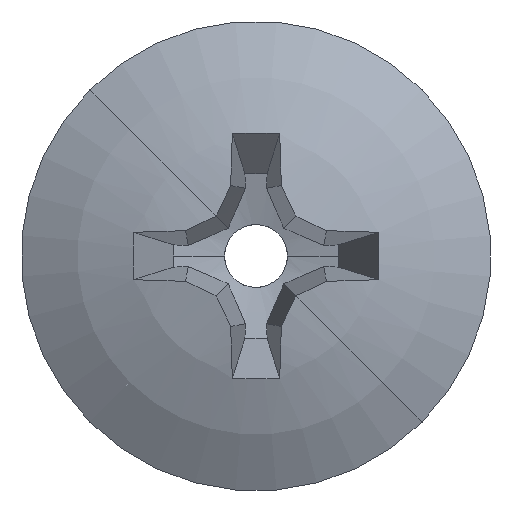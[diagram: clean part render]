
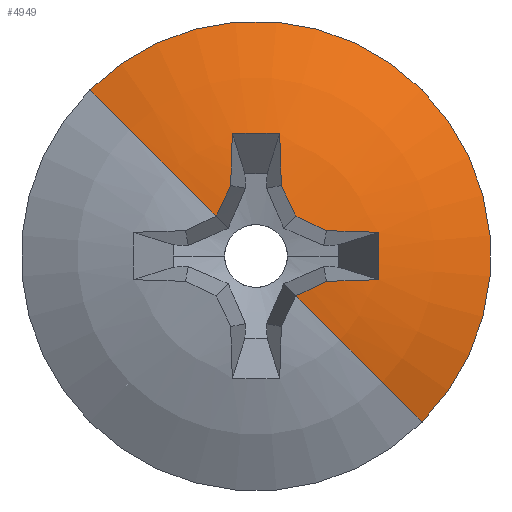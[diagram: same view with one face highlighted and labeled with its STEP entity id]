
A CAD part, left-side view. The second image highlights one B-rep face of the part: STEP entity #4949.
In plain terms, the highlighted spherical face has radius 7.673 mm.
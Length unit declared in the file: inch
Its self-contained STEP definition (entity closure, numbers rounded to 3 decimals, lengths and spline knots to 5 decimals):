
#1903=CARTESIAN_POINT('',(0.1921,0.,0.));
#1904=DIRECTION('',(0.,0.,-1.));
#1905=DIRECTION('',(-0.854,-0.52,0.));
#1906=AXIS2_PLACEMENT_3D('',#1903,#1904,#1905);
#1913=CARTESIAN_POINT('',(0.1921,0.,0.));
#1914=DIRECTION('',(0.,0.,1.));
#1915=DIRECTION('',(-0.854,0.52,0.));
#1916=AXIS2_PLACEMENT_3D('',#1913,#1914,#1915);
#2045=CARTESIAN_POINT('',(-0.10583,-0.04524,
0.02135));
#2046=CARTESIAN_POINT('',(-0.10594,-0.04492,
0.02043));
#2047=CARTESIAN_POINT('',(-0.10616,-0.04429,
0.0186));
#2048=CARTESIAN_POINT('',(-0.10646,-0.04335,
0.01589));
#2049=CARTESIAN_POINT('',(-0.10672,-0.04241,
0.0132));
#2050=CARTESIAN_POINT('',(-0.10696,-0.04148,
0.01054));
#2051=CARTESIAN_POINT('',(-0.10717,-0.04055,
0.0079));
#2052=CARTESIAN_POINT('',(-0.10735,-0.03962,
0.00527));
#2053=CARTESIAN_POINT('',(-0.10751,-0.03869,
0.00264));
#2054=CARTESIAN_POINT('',(-0.10759,-0.03806,
0.00088));
#2055=CARTESIAN_POINT('',(-0.10763,-0.03774,0.));
#2057=CARTESIAN_POINT('',(0.18835,0.01828,
0.01828));
#2058=DIRECTION('',(-0.144,0.7,0.7));
#2059=DIRECTION('',(-0.977,-0.211,0.01));
#2060=AXIS2_PLACEMENT_3D('',#2057,#2058,#2059);
#2062=CARTESIAN_POINT('',(0.17131,0.03137,
-0.03137));
#2063=DIRECTION('',(-0.424,0.64,-0.64));
#2064=DIRECTION('',(-0.904,-0.337,0.262));
#2065=AXIS2_PLACEMENT_3D('',#2062,#2063,#2064);
#2067=CARTESIAN_POINT('',(0.18835,-0.01828,
-0.01828));
#2068=DIRECTION('',(0.144,0.7,0.7));
#2069=DIRECTION('',(-0.977,-0.01,0.211));
#2070=AXIS2_PLACEMENT_3D('',#2067,#2068,#2069);
#2072=CARTESIAN_POINT('',(-0.10763,0.,0.03774));
#2073=CARTESIAN_POINT('',(-0.10753,-0.00232,
0.03857));
#2074=CARTESIAN_POINT('',(-0.10726,-0.00693,
0.04021));
#2075=CARTESIAN_POINT('',(-0.1067,-0.01368,
0.04258));
#2076=CARTESIAN_POINT('',(-0.10616,-0.01872,
0.04433));
#2077=CARTESIAN_POINT('',(-0.10583,-0.02135,
0.04524));
#2079=CARTESIAN_POINT('',(-0.10583,0.02135,
0.04524));
#2080=CARTESIAN_POINT('',(-0.10616,0.0187,
0.04433));
#2081=CARTESIAN_POINT('',(-0.10671,0.01364,
0.04257));
#2082=CARTESIAN_POINT('',(-0.10726,0.00687,
0.04019));
#2083=CARTESIAN_POINT('',(-0.10753,0.00229,
0.03856));
#2084=CARTESIAN_POINT('',(-0.10763,0.,0.03774));
#2086=CARTESIAN_POINT('',(0.18835,0.01828,
-0.01828));
#2087=DIRECTION('',(0.144,-0.7,0.7));
#2088=DIRECTION('',(-0.952,0.095,0.29));
#2089=AXIS2_PLACEMENT_3D('',#2086,#2087,#2088);
#2091=CARTESIAN_POINT('',(0.17131,-0.03137,
-0.03137));
#2092=DIRECTION('',(0.424,0.64,0.64));
#2093=DIRECTION('',(-0.904,0.337,0.262));
#2094=AXIS2_PLACEMENT_3D('',#2091,#2092,#2093);
#2096=CARTESIAN_POINT('',(0.18835,-0.01828,
0.01828));
#2097=DIRECTION('',(0.144,0.7,-0.7));
#2098=DIRECTION('',(-0.977,0.211,0.01));
#2099=AXIS2_PLACEMENT_3D('',#2096,#2097,#2098);
#2101=CARTESIAN_POINT('',(-0.10763,0.03774,0.));
#2102=CARTESIAN_POINT('',(-0.10758,0.03814,
0.00111));
#2103=CARTESIAN_POINT('',(-0.10747,0.03892,
0.00329));
#2104=CARTESIAN_POINT('',(-0.10727,0.04003,
0.00644));
#2105=CARTESIAN_POINT('',(-0.10704,0.04111,
0.0095));
#2106=CARTESIAN_POINT('',(-0.10679,0.04216,
0.01249));
#2107=CARTESIAN_POINT('',(-0.1065,0.04319,
0.01544));
#2108=CARTESIAN_POINT('',(-0.10619,0.04421,
0.01838));
#2109=CARTESIAN_POINT('',(-0.10595,0.0449,
0.02036));
#2110=CARTESIAN_POINT('',(-0.10583,0.04524,
0.02135));
#2112=CARTESIAN_POINT('',(-0.066,0.,0.));
#2113=DIRECTION('',(1.,0.,0.));
#2114=DIRECTION('',(0.,1.,0.));
#2115=AXIS2_PLACEMENT_3D('',#2112,#2113,#2114);
#2335=CARTESIAN_POINT('',(-0.066,0.157,0.));
#2337=VERTEX_POINT('',#2335);
#2339=CARTESIAN_POINT('',(-0.066,-0.157,0.));
#2341=VERTEX_POINT('',#2339);
#2388=VERTEX_POINT('',#2045);
#2389=VERTEX_POINT('',#2055);
#2390=CARTESIAN_POINT('',(-0.09823,-0.06914,
0.04681));
#2391=VERTEX_POINT('',#2390);
#2392=CARTESIAN_POINT('',(-0.09823,-0.04681,
0.06914));
#2393=VERTEX_POINT('',#2392);
#2394=CARTESIAN_POINT('',(-0.10583,-0.02135,
0.04524));
#2395=VERTEX_POINT('',#2394);
#2396=VERTEX_POINT('',#2072);
#2397=VERTEX_POINT('',#2079);
#2398=CARTESIAN_POINT('',(-0.09823,0.04681,
0.06914));
#2399=VERTEX_POINT('',#2398);
#2400=CARTESIAN_POINT('',(-0.09823,0.06914,
0.04681));
#2401=VERTEX_POINT('',#2400);
#2402=CARTESIAN_POINT('',(-0.10583,0.04524,
0.02135));
#2403=VERTEX_POINT('',#2402);
#2404=VERTEX_POINT('',#2101);
#4920=CARTESIAN_POINT('',(0.1921,0.,0.));
#4921=DIRECTION('',(1.,0.,0.));
#4922=DIRECTION('',(0.,-1.,0.));
#4923=AXIS2_PLACEMENT_3D('',#4920,#4921,#4922);
#4924=SPHERICAL_SURFACE('',#4923,0.3021);
#4926=ORIENTED_EDGE('',*,*,#4925,.F.);
#4928=ORIENTED_EDGE('',*,*,#4927,.T.);
#4930=ORIENTED_EDGE('',*,*,#4929,.T.);
#4932=ORIENTED_EDGE('',*,*,#4931,.F.);
#4934=ORIENTED_EDGE('',*,*,#4933,.F.);
#4936=ORIENTED_EDGE('',*,*,#4935,.F.);
#4938=ORIENTED_EDGE('',*,*,#4937,.F.);
#4940=ORIENTED_EDGE('',*,*,#4939,.F.);
#4942=ORIENTED_EDGE('',*,*,#4941,.F.);
#4943=ORIENTED_EDGE('',*,*,#4913,.F.);
#4944=ORIENTED_EDGE('',*,*,#4715,.F.);
#4945=ORIENTED_EDGE('',*,*,#4675,.T.);
#4946=ORIENTED_EDGE('',*,*,#4712,.T.);
#4947=EDGE_LOOP('',(#4926,#4928,#4930,#4932,#4934,#4936,#4938,#4940,#4942,#4943,
#4944,#4945,#4946));
#4948=FACE_OUTER_BOUND('',#4947,.F.);
#1907=CIRCLE('',#1906,0.3021);
#1917=CIRCLE('',#1916,0.3021);
#2056=B_SPLINE_CURVE_WITH_KNOTS('',3,(#2045,#2046,#2047,#2048,#2049,#2050,#2051,
#2052,#2053,#2054,#2055),.UNSPECIFIED.,.F.,.F.,(4,1,1,1,1,1,1,1,4),(0.,
0.125,0.25,0.375,0.5,0.625,0.75,0.875,1.),.UNSPECIFIED.);
#2061=CIRCLE('',#2060,0.30097);
#2066=CIRCLE('',#2065,0.2981);
#2071=CIRCLE('',#2070,0.30097);
#2078=B_SPLINE_CURVE_WITH_KNOTS('',3,(#2072,#2073,#2074,#2075,#2076,#2077),
.UNSPECIFIED.,.F.,.F.,(4,1,1,4),(0.,0.33333,0.66667,1.),
.UNSPECIFIED.);
#2085=B_SPLINE_CURVE_WITH_KNOTS('',3,(#2079,#2080,#2081,#2082,#2083,#2084),
.UNSPECIFIED.,.F.,.F.,(4,1,1,4),(0.,0.33333,0.66667,1.),
.UNSPECIFIED.);
#2090=CIRCLE('',#2089,0.30097);
#2095=CIRCLE('',#2094,0.2981);
#2100=CIRCLE('',#2099,0.30097);
#2111=B_SPLINE_CURVE_WITH_KNOTS('',3,(#2101,#2102,#2103,#2104,#2105,#2106,#2107,
#2108,#2109,#2110),.UNSPECIFIED.,.F.,.F.,(4,1,1,1,1,1,1,4),(0.,
0.14286,0.28571,0.42857,0.57143,
0.71429,0.85714,1.),.UNSPECIFIED.);
#2116=CIRCLE('',#2115,0.157);
#4675=EDGE_CURVE('',#2337,#2341,#2116,.T.);
#4712=EDGE_CURVE('',#2341,#2389,#1907,.T.);
#4715=EDGE_CURVE('',#2337,#2404,#1917,.T.);
#4913=EDGE_CURVE('',#2404,#2403,#2111,.T.);
#4925=EDGE_CURVE('',#2388,#2389,#2056,.T.);
#4927=EDGE_CURVE('',#2388,#2391,#2061,.T.);
#4929=EDGE_CURVE('',#2391,#2393,#2066,.T.);
#4931=EDGE_CURVE('',#2395,#2393,#2071,.T.);
#4933=EDGE_CURVE('',#2396,#2395,#2078,.T.);
#4935=EDGE_CURVE('',#2397,#2396,#2085,.T.);
#4937=EDGE_CURVE('',#2399,#2397,#2090,.T.);
#4939=EDGE_CURVE('',#2401,#2399,#2095,.T.);
#4941=EDGE_CURVE('',#2403,#2401,#2100,.T.);
#4949=ADVANCED_FACE('',(#4948),#4924,.T.);
